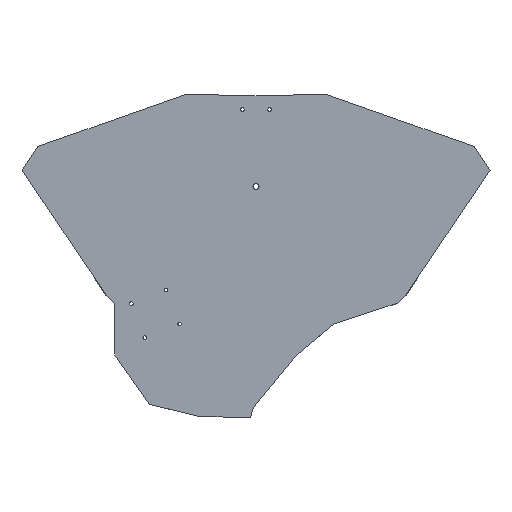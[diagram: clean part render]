
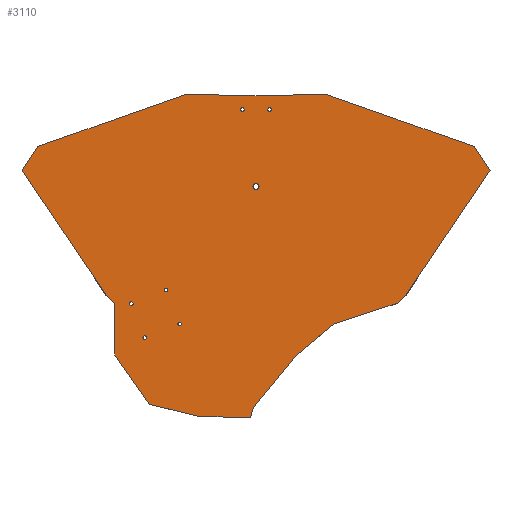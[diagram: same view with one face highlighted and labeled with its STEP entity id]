
A CAD part, top view. The second image highlights one B-rep face of the part: STEP entity #3110.
In plain terms, the highlighted planar face has unit normal (0, 0, 1).
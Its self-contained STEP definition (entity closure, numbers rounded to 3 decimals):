
#42=FACE_BOUND('',#549,.T.);
#43=FACE_BOUND('',#550,.T.);
#44=FACE_BOUND('',#551,.T.);
#45=FACE_BOUND('',#552,.T.);
#46=FACE_BOUND('',#553,.T.);
#47=FACE_BOUND('',#554,.T.);
#48=FACE_BOUND('',#555,.T.);
#188=PLANE('',#3344);
#354=FACE_OUTER_BOUND('',#548,.T.);
#548=EDGE_LOOP('',(#2889,#2890,#2891,#2892,#2893,#2894,#2895,#2896,#2897,
#2898,#2899,#2900,#2901,#2902,#2903,#2904,#2905,#2906));
#549=EDGE_LOOP('',(#2907));
#550=EDGE_LOOP('',(#2908));
#551=EDGE_LOOP('',(#2909));
#552=EDGE_LOOP('',(#2910));
#553=EDGE_LOOP('',(#2911));
#554=EDGE_LOOP('',(#2912));
#555=EDGE_LOOP('',(#2913));
#628=LINE('',#4319,#1001);
#728=LINE('',#4637,#1101);
#731=LINE('',#4642,#1104);
#733=LINE('',#4646,#1106);
#735=LINE('',#4651,#1108);
#738=LINE('',#4656,#1111);
#740=LINE('',#4660,#1113);
#742=LINE('',#4664,#1115);
#744=LINE('',#4667,#1117);
#903=LINE('',#4982,#1276);
#905=LINE('',#4986,#1278);
#907=LINE('',#4990,#1280);
#909=LINE('',#4994,#1282);
#910=LINE('',#4996,#1283);
#912=LINE('',#5000,#1285);
#914=LINE('',#5004,#1287);
#916=LINE('',#5008,#1289);
#917=LINE('',#5010,#1290);
#1001=VECTOR('',#3466,10.);
#1101=VECTOR('',#3798,10.);
#1104=VECTOR('',#3803,10.);
#1106=VECTOR('',#3807,10.);
#1108=VECTOR('',#3811,10.);
#1111=VECTOR('',#3816,10.);
#1113=VECTOR('',#3820,10.);
#1115=VECTOR('',#3824,10.);
#1117=VECTOR('',#3828,10.);
#1276=VECTOR('',#4091,10.);
#1278=VECTOR('',#4095,10.);
#1280=VECTOR('',#4099,10.);
#1282=VECTOR('',#4103,10.);
#1283=VECTOR('',#4106,10.);
#1285=VECTOR('',#4110,10.);
#1287=VECTOR('',#4114,10.);
#1289=VECTOR('',#4118,10.);
#1290=VECTOR('',#4121,10.);
#1303=CIRCLE('',#3127,1.05);
#1305=CIRCLE('',#3130,1.05);
#1333=CIRCLE('',#3199,1.05);
#1336=CIRCLE('',#3206,1.05);
#1339=CIRCLE('',#3212,1.05);
#1342=CIRCLE('',#3218,1.05);
#1356=CIRCLE('',#3345,1.75);
#1357=VERTEX_POINT('',#4166);
#1359=VERTEX_POINT('',#4172);
#1415=VERTEX_POINT('',#4316);
#1416=VERTEX_POINT('',#4318);
#1471=VERTEX_POINT('',#4469);
#1474=VERTEX_POINT('',#4481);
#1477=VERTEX_POINT('',#4492);
#1480=VERTEX_POINT('',#4503);
#1517=VERTEX_POINT('',#4635);
#1518=VERTEX_POINT('',#4636);
#1519=VERTEX_POINT('',#4641);
#1520=VERTEX_POINT('',#4645);
#1521=VERTEX_POINT('',#4649);
#1522=VERTEX_POINT('',#4650);
#1523=VERTEX_POINT('',#4655);
#1524=VERTEX_POINT('',#4659);
#1525=VERTEX_POINT('',#4663);
#1629=VERTEX_POINT('',#4980);
#1630=VERTEX_POINT('',#4984);
#1631=VERTEX_POINT('',#4988);
#1632=VERTEX_POINT('',#4992);
#1633=VERTEX_POINT('',#4998);
#1634=VERTEX_POINT('',#5002);
#1635=VERTEX_POINT('',#5006);
#1636=VERTEX_POINT('',#5035);
#1637=EDGE_CURVE('',#1357,#1357,#1303,.T.);
#1640=EDGE_CURVE('',#1359,#1359,#1305,.T.);
#1713=EDGE_CURVE('',#1416,#1415,#628,.T.);
#1785=EDGE_CURVE('',#1471,#1471,#1333,.T.);
#1790=EDGE_CURVE('',#1474,#1474,#1336,.T.);
#1795=EDGE_CURVE('',#1477,#1477,#1339,.T.);
#1800=EDGE_CURVE('',#1480,#1480,#1342,.T.);
#1861=EDGE_CURVE('',#1517,#1518,#728,.T.);
#1864=EDGE_CURVE('',#1518,#1519,#731,.T.);
#1866=EDGE_CURVE('',#1520,#1519,#733,.T.);
#1868=EDGE_CURVE('',#1521,#1522,#735,.T.);
#1871=EDGE_CURVE('',#1522,#1523,#738,.T.);
#1873=EDGE_CURVE('',#1524,#1523,#740,.T.);
#1875=EDGE_CURVE('',#1525,#1524,#742,.T.);
#1877=EDGE_CURVE('',#1525,#1517,#744,.T.);
#2036=EDGE_CURVE('',#1520,#1629,#903,.T.);
#2038=EDGE_CURVE('',#1629,#1630,#905,.T.);
#2040=EDGE_CURVE('',#1630,#1631,#907,.T.);
#2042=EDGE_CURVE('',#1631,#1632,#909,.T.);
#2043=EDGE_CURVE('',#1632,#1416,#910,.T.);
#2045=EDGE_CURVE('',#1415,#1633,#912,.T.);
#2047=EDGE_CURVE('',#1633,#1634,#914,.T.);
#2049=EDGE_CURVE('',#1634,#1635,#916,.T.);
#2050=EDGE_CURVE('',#1635,#1521,#917,.T.);
#2062=EDGE_CURVE('',#1636,#1636,#1356,.T.);
#2889=ORIENTED_EDGE('',*,*,#2036,.T.);
#2890=ORIENTED_EDGE('',*,*,#2038,.T.);
#2891=ORIENTED_EDGE('',*,*,#2040,.T.);
#2892=ORIENTED_EDGE('',*,*,#2042,.T.);
#2893=ORIENTED_EDGE('',*,*,#2043,.T.);
#2894=ORIENTED_EDGE('',*,*,#1713,.T.);
#2895=ORIENTED_EDGE('',*,*,#2045,.T.);
#2896=ORIENTED_EDGE('',*,*,#2047,.T.);
#2897=ORIENTED_EDGE('',*,*,#2049,.T.);
#2898=ORIENTED_EDGE('',*,*,#2050,.T.);
#2899=ORIENTED_EDGE('',*,*,#1868,.T.);
#2900=ORIENTED_EDGE('',*,*,#1871,.T.);
#2901=ORIENTED_EDGE('',*,*,#1873,.F.);
#2902=ORIENTED_EDGE('',*,*,#1875,.F.);
#2903=ORIENTED_EDGE('',*,*,#1877,.T.);
#2904=ORIENTED_EDGE('',*,*,#1861,.T.);
#2905=ORIENTED_EDGE('',*,*,#1864,.T.);
#2906=ORIENTED_EDGE('',*,*,#1866,.F.);
#2907=ORIENTED_EDGE('',*,*,#1637,.T.);
#2908=ORIENTED_EDGE('',*,*,#1640,.T.);
#2909=ORIENTED_EDGE('',*,*,#1790,.T.);
#2910=ORIENTED_EDGE('',*,*,#1795,.T.);
#2911=ORIENTED_EDGE('',*,*,#1800,.T.);
#2912=ORIENTED_EDGE('',*,*,#1785,.T.);
#2913=ORIENTED_EDGE('',*,*,#2062,.T.);
#3110=ADVANCED_FACE('',(#354,#42,#43,#44,#45,#46,#47,#48),#188,.T.);
#3127=AXIS2_PLACEMENT_3D('',#4167,#3351,#3352);
#3130=AXIS2_PLACEMENT_3D('',#4173,#3358,#3359);
#3199=AXIS2_PLACEMENT_3D('',#4471,#3613,#3614);
#3206=AXIS2_PLACEMENT_3D('',#4483,#3629,#3630);
#3212=AXIS2_PLACEMENT_3D('',#4494,#3643,#3644);
#3218=AXIS2_PLACEMENT_3D('',#4505,#3657,#3658);
#3344=AXIS2_PLACEMENT_3D('',#5034,#4157,#4158);
#3345=AXIS2_PLACEMENT_3D('',#5036,#4159,#4160);
#3351=DIRECTION('center_axis',(0.,0.,-1.));
#3352=DIRECTION('ref_axis',(-1.,0.,0.));
#3358=DIRECTION('center_axis',(0.,0.,-1.));
#3359=DIRECTION('ref_axis',(-1.,0.,0.));
#3466=DIRECTION('',(-1.,0.025,0.));
#3613=DIRECTION('center_axis',(0.,0.,-1.));
#3614=DIRECTION('ref_axis',(1.,0.,0.));
#3629=DIRECTION('center_axis',(0.,0.,-1.));
#3630=DIRECTION('ref_axis',(1.,0.,0.));
#3643=DIRECTION('center_axis',(0.,0.,-1.));
#3644=DIRECTION('ref_axis',(1.,0.,0.));
#3657=DIRECTION('center_axis',(0.,0.,-1.));
#3658=DIRECTION('ref_axis',(1.,0.,0.));
#3798=DIRECTION('',(0.636,0.772,0.));
#3803=DIRECTION('',(0.767,0.642,0.));
#3807=DIRECTION('',(-0.95,-0.312,0.));
#3811=DIRECTION('',(0.,-1.,0.));
#3816=DIRECTION('',(0.574,-0.819,0.));
#3820=DIRECTION('',(-0.972,0.236,0.));
#3824=DIRECTION('',(-1.,0.029,0.));
#3828=DIRECTION('',(0.259,0.966,0.));
#4091=DIRECTION('',(0.732,0.681,0.));
#4095=DIRECTION('',(0.56,0.829,0.));
#4099=DIRECTION('',(-0.549,0.836,0.));
#4103=DIRECTION('',(-0.943,0.333,0.));
#4106=DIRECTION('',(-1.,-0.025,0.));
#4110=DIRECTION('',(-0.943,-0.333,0.));
#4114=DIRECTION('',(-0.549,-0.836,0.));
#4118=DIRECTION('',(0.56,-0.829,0.));
#4121=DIRECTION('',(0.732,-0.681,0.));
#4157=DIRECTION('center_axis',(0.,0.,1.));
#4158=DIRECTION('ref_axis',(1.,0.,0.));
#4159=DIRECTION('center_axis',(0.,0.,-1.));
#4160=DIRECTION('ref_axis',(-1.,0.,0.));
#4166=CARTESIAN_POINT('',(-6.85,96.,3.));
#4167=CARTESIAN_POINT('Origin',(-7.9,96.,3.));
#4172=CARTESIAN_POINT('',(8.95,96.,3.));
#4173=CARTESIAN_POINT('Origin',(7.9,96.,3.));
#4316=CARTESIAN_POINT('',(-40.522,105.,3.));
#4318=CARTESIAN_POINT('',(0.,104.,3.));
#4319=CARTESIAN_POINT('',(0.,104.,3.));
#4469=CARTESIAN_POINT('',(-73.423,-16.64,3.));
#4471=CARTESIAN_POINT('Origin',(-72.373,-16.64,3.));
#4481=CARTESIAN_POINT('',(-53.207,-8.67,3.));
#4483=CARTESIAN_POINT('Origin',(-52.157,-8.67,3.));
#4492=CARTESIAN_POINT('',(-65.641,-36.388,3.));
#4494=CARTESIAN_POINT('Origin',(-64.591,-36.388,3.));
#4503=CARTESIAN_POINT('',(-45.424,-28.421,3.));
#4505=CARTESIAN_POINT('Origin',(-44.374,-28.421,3.));
#4635=CARTESIAN_POINT('',(-1.515,-76.887,3.));
#4636=CARTESIAN_POINT('',(23.385,-46.686,3.));
#4637=CARTESIAN_POINT('',(-1.515,-76.887,3.));
#4641=CARTESIAN_POINT('',(45.05,-28.559,3.));
#4642=CARTESIAN_POINT('',(1.72,-64.813,3.));
#4645=CARTESIAN_POINT('',(81.909,-16.453,3.));
#4646=CARTESIAN_POINT('',(81.909,-16.453,3.));
#4649=CARTESIAN_POINT('',(-81.909,-16.453,3.));
#4650=CARTESIAN_POINT('',(-81.909,-46.453,3.));
#4651=CARTESIAN_POINT('',(-81.909,-16.453,3.));
#4655=CARTESIAN_POINT('',(-61.834,-75.123,3.));
#4656=CARTESIAN_POINT('',(-81.909,-46.453,3.));
#4659=CARTESIAN_POINT('',(-33.292,-82.042,3.));
#4660=CARTESIAN_POINT('',(-33.292,-82.042,3.));
#4663=CARTESIAN_POINT('',(-3.133,-82.924,3.));
#4664=CARTESIAN_POINT('',(-3.133,-82.924,3.));
#4667=CARTESIAN_POINT('',(-4.75,-88.961,3.));
#4980=CARTESIAN_POINT('',(87.138,-11.592,3.));
#4982=CARTESIAN_POINT('',(87.138,-11.592,3.));
#4984=CARTESIAN_POINT('',(135.88,60.539,3.));
#4986=CARTESIAN_POINT('',(135.88,60.539,3.));
#4988=CARTESIAN_POINT('',(126.654,74.602,3.));
#4990=CARTESIAN_POINT('',(126.654,74.602,3.));
#4992=CARTESIAN_POINT('',(40.522,105.,3.));
#4994=CARTESIAN_POINT('',(40.522,105.,3.));
#4996=CARTESIAN_POINT('',(0.,104.,3.));
#4998=CARTESIAN_POINT('',(-126.654,74.602,3.));
#5000=CARTESIAN_POINT('',(-40.522,105.,3.));
#5002=CARTESIAN_POINT('',(-135.88,60.539,3.));
#5004=CARTESIAN_POINT('',(-126.654,74.602,3.));
#5006=CARTESIAN_POINT('',(-87.138,-11.592,3.));
#5008=CARTESIAN_POINT('',(-135.88,60.539,3.));
#5010=CARTESIAN_POINT('',(-87.138,-11.592,3.));
#5034=CARTESIAN_POINT('Origin',(0.,43.774,3.));
#5035=CARTESIAN_POINT('',(1.75,51.5,3.));
#5036=CARTESIAN_POINT('Origin',(0.,51.5,3.));
